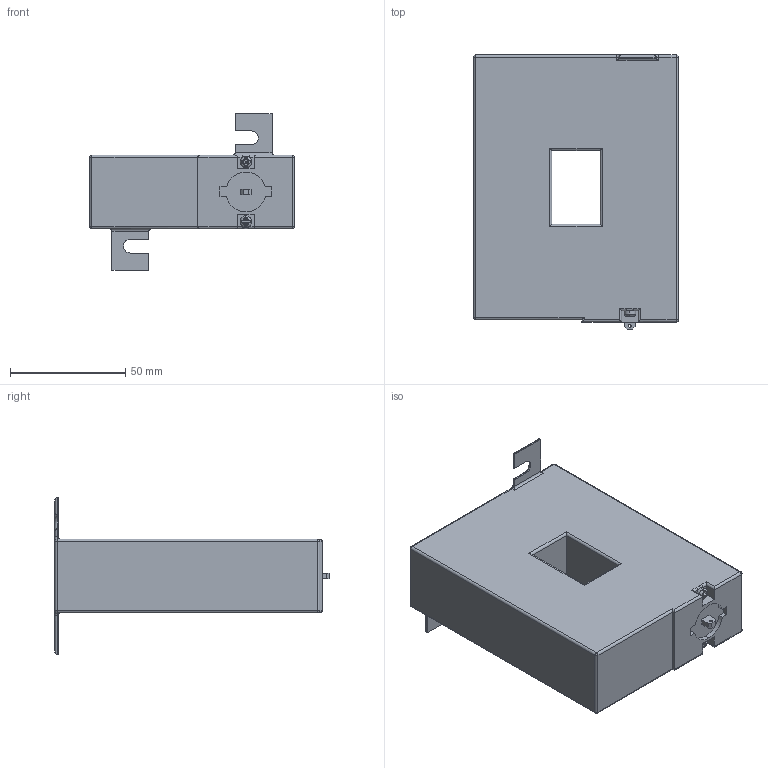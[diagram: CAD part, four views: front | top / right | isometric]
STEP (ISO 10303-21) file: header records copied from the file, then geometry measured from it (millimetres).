
FILE_DESCRIPTION (( 'STEP AP203' ), '1' );
FILE_NAME ('ﾒﾒﾝ-ﾐ 23 ⅳ 150 蒡 400-5ﾀ.STEP', '2018-05-24T13:12:46', ( '' ), ( '' ), 'SwSTEP 2.0', 'SolidWorks 2017', '' );
FILE_SCHEMA (( 'CONFIG_CONTROL_DESIGN' ));
Length unit declared in the file: millimetre
Products named in the file (1): ﾒﾒﾝ-ﾐ 23 ⅳ 150 蒡 400-5ﾀ
Bounding box: 89 x 119 x 68 mm (x, y, z)
Volume: 306955.2 mm3; surface area: 36663.1 mm2
Topology: 1 solids, 1 shells, 167 faces, 421 edges, 250 vertices
Faces by surface type: plane 82, cylinder 65, torus 10, sphere 8, bspline 2
Entity records: 5053 total; most frequent: CARTESIAN_POINT 1136, ORIENTED_EDGE 826, DIRECTION 771, EDGE_CURVE 413, LINE 263, VECTOR 263, AXIS2_PLACEMENT_3D 254, VERTEX_POINT 250
